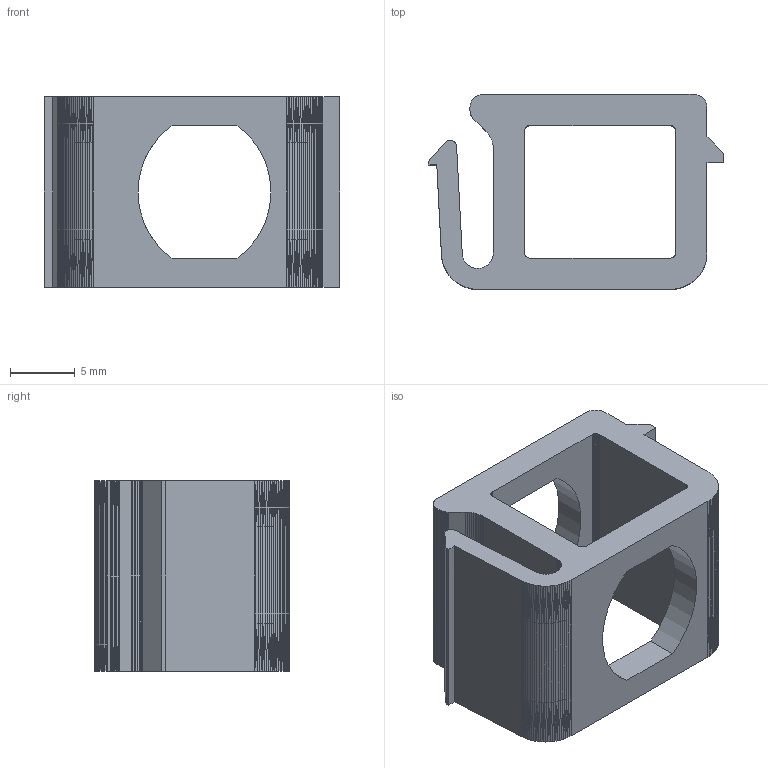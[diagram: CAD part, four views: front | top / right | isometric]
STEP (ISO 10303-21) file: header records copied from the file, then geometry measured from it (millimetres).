
FILE_DESCRIPTION(('FreeCAD Model'),'2;1');
FILE_NAME('Open CASCADE Shape Model','2024-10-13T05:32:20',(''),(''), 'Open CASCADE STEP processor 7.7','Ondsel','Unknown');
FILE_SCHEMA(('AUTOMOTIVE_DESIGN { 1 0 10303 214 1 1 1 1 }'));
Length unit declared in the file: millimetre
Products named in the file (2): Keystone; Keystone-Body
Assembly tree (1 placements, depth 2):
  Keystone
    Keystone-Body
Bounding box: 22.77 x 15 x 14.7 mm (x, y, z)
Volume: 1822 mm3; surface area: 2082.2 mm2
Topology: 1 solids, 1 shells, 877 faces, 1659 edges, 782 vertices
Faces by surface type: plane 874, cylinder 3
Entity records: 20299 total; most frequent: DIRECTION 3467, CARTESIAN_POINT 3320, ORIENTED_EDGE 3318, EDGE_CURVE 1659, LINE 1609, VECTOR 1609, AXIS2_PLACEMENT_3D 929, FACE_BOUND 881
